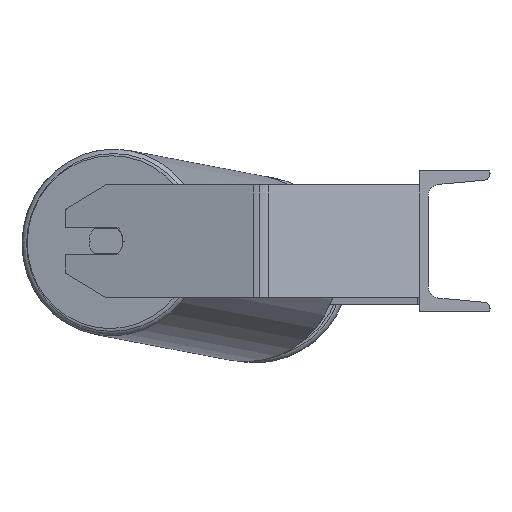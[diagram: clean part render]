
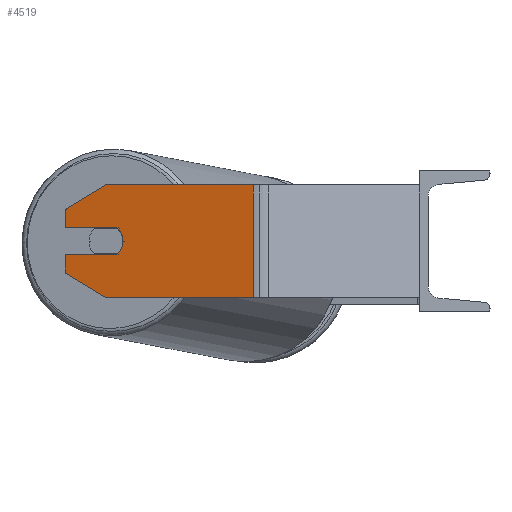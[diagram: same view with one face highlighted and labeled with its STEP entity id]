
A CAD part, left-side view. The second image highlights one B-rep face of the part: STEP entity #4519.
In plain terms, the highlighted planar face has unit normal (-0.966, 0.259, 0).
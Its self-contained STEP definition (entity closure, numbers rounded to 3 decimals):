
#17 = CARTESIAN_POINT ( 'NONE',  ( -600.09, 252.087, 9.5 ) ) ;
#53 = VECTOR ( 'NONE', #801, 1000. ) ;
#113 = ORIENTED_EDGE ( 'NONE', *, *, #3538, .F. ) ;
#125 = CARTESIAN_POINT ( 'NONE',  ( -600.09, 252.087, -9.5 ) ) ;
#149 = ORIENTED_EDGE ( 'NONE', *, *, #4427, .T. ) ;
#190 = CARTESIAN_POINT ( 'NONE',  ( -609.957, 215.262, -9.5 ) ) ;
#270 = EDGE_LOOP ( 'NONE', ( #1093, #7724, #8221, #8280, #1682, #6196, #149, #113, #3453, #7837, #3545 ) ) ;
#661 = CARTESIAN_POINT ( 'NONE',  ( -607.854, 223.109, 0. ) ) ;
#754 = DIRECTION ( 'NONE',  ( 0., 0., -1. ) ) ;
#801 = DIRECTION ( 'NONE',  ( 0.259, 0.966, 0. ) ) ;
#810 = VERTEX_POINT ( 'NONE', #4176 ) ;
#929 = EDGE_CURVE ( 'NONE', #8976, #2146, #2939, .T. ) ;
#1093 = ORIENTED_EDGE ( 'NONE', *, *, #929, .T. ) ;
#1268 = DIRECTION ( 'NONE',  ( 0.224, 0.837, -0.5 ) ) ;
#1279 = VECTOR ( 'NONE', #1268, 1000. ) ;
#1556 = CIRCLE ( 'NONE', #2152, 12.5 ) ;
#1559 = CARTESIAN_POINT ( 'NONE',  ( -635.973, 118.169, 40. ) ) ;
#1682 = ORIENTED_EDGE ( 'NONE', *, *, #2837, .F. ) ;
#1897 = VERTEX_POINT ( 'NONE', #2801 ) ;
#1969 = LINE ( 'NONE', #5431, #1279 ) ;
#2135 = CARTESIAN_POINT ( 'NONE',  ( -607.854, 223.109, -40. ) ) ;
#2146 = VERTEX_POINT ( 'NONE', #5607 ) ;
#2152 = AXIS2_PLACEMENT_3D ( 'NONE', #8333, #7495, #6089 ) ;
#2373 = CARTESIAN_POINT ( 'NONE',  ( -609.957, 215.262, -9.5 ) ) ;
#2434 = DIRECTION ( 'NONE',  ( 0.259, 0.966, 0. ) ) ;
#2763 = LINE ( 'NONE', #1559, #5145 ) ;
#2801 = CARTESIAN_POINT ( 'NONE',  ( -600.09, 252.087, 9.5 ) ) ;
#2837 = EDGE_CURVE ( 'NONE', #8063, #6142, #8652, .T. ) ;
#2939 = LINE ( 'NONE', #8603, #6986 ) ;
#3128 = PLANE ( 'NONE',  #6565 ) ;
#3319 = VECTOR ( 'NONE', #4158, 1000. ) ;
#3385 = EDGE_CURVE ( 'NONE', #6599, #810, #1556, .T. ) ;
#3453 = ORIENTED_EDGE ( 'NONE', *, *, #3385, .F. ) ;
#3538 = EDGE_CURVE ( 'NONE', #810, #1897, #4209, .T. ) ;
#3545 = ORIENTED_EDGE ( 'NONE', *, *, #8668, .F. ) ;
#3659 = EDGE_CURVE ( 'NONE', #2146, #5937, #7432, .T. ) ;
#3694 = DIRECTION ( 'NONE',  ( 0., 0., -1. ) ) ;
#3920 = CARTESIAN_POINT ( 'NONE',  ( -635.973, 118.169, -40. ) ) ;
#3960 = AXIS2_PLACEMENT_3D ( 'NONE', #661, #7077, #5065 ) ;
#4158 = DIRECTION ( 'NONE',  ( -0.224, -0.837, -0.5 ) ) ;
#4176 = CARTESIAN_POINT ( 'NONE',  ( -609.957, 215.262, 9.5 ) ) ;
#4209 = LINE ( 'NONE', #17, #53 ) ;
#4244 = LINE ( 'NONE', #2373, #8670 ) ;
#4427 = EDGE_CURVE ( 'NONE', #5966, #1897, #7088, .T. ) ;
#4519 = ADVANCED_FACE ( 'NONE', ( #5251 ), #3128, .F. ) ;
#4581 = CARTESIAN_POINT ( 'NONE',  ( -600.09, 252.087, 40. ) ) ;
#4617 = CARTESIAN_POINT ( 'NONE',  ( -611.09, 211.035, 0. ) ) ;
#4627 = CARTESIAN_POINT ( 'NONE',  ( -635.973, 118.169, 40. ) ) ;
#4754 = CARTESIAN_POINT ( 'NONE',  ( -607.854, 223.109, -40. ) ) ;
#4888 = EDGE_CURVE ( 'NONE', #5937, #7406, #6911, .T. ) ;
#5065 = DIRECTION ( 'NONE',  ( -0.259, -0.966, 0. ) ) ;
#5145 = VECTOR ( 'NONE', #754, 1000. ) ;
#5164 = DIRECTION ( 'NONE',  ( 0.966, -0.259, 0. ) ) ;
#5209 = DIRECTION ( 'NONE',  ( -0.259, -0.966, 0. ) ) ;
#5251 = FACE_OUTER_BOUND ( 'NONE', #270, .T. ) ;
#5335 = EDGE_CURVE ( 'NONE', #8063, #5966, #1969, .T. ) ;
#5431 = CARTESIAN_POINT ( 'NONE',  ( -600.09, 252.087, 22.679 ) ) ;
#5607 = CARTESIAN_POINT ( 'NONE',  ( -600.09, 252.087, -22.679 ) ) ;
#5937 = VERTEX_POINT ( 'NONE', #2135 ) ;
#5966 = VERTEX_POINT ( 'NONE', #7012 ) ;
#6089 = DIRECTION ( 'NONE',  ( -0.259, -0.966, 0. ) ) ;
#6100 = VECTOR ( 'NONE', #5209, 1000. ) ;
#6142 = VERTEX_POINT ( 'NONE', #4627 ) ;
#6196 = ORIENTED_EDGE ( 'NONE', *, *, #5335, .T. ) ;
#6303 = EDGE_CURVE ( 'NONE', #6142, #7406, #2763, .T. ) ;
#6525 = VERTEX_POINT ( 'NONE', #190 ) ;
#6565 = AXIS2_PLACEMENT_3D ( 'NONE', #8133, #5164, #2434 ) ;
#6599 = VERTEX_POINT ( 'NONE', #4617 ) ;
#6911 = LINE ( 'NONE', #8282, #7595 ) ;
#6986 = VECTOR ( 'NONE', #3694, 1000. ) ;
#7012 = CARTESIAN_POINT ( 'NONE',  ( -600.09, 252.087, 22.679 ) ) ;
#7077 = DIRECTION ( 'NONE',  ( -0.966, 0.259, 0. ) ) ;
#7088 = LINE ( 'NONE', #7171, #8866 ) ;
#7171 = CARTESIAN_POINT ( 'NONE',  ( -600.09, 252.087, 40. ) ) ;
#7178 = CIRCLE ( 'NONE', #3960, 12.5 ) ;
#7286 = DIRECTION ( 'NONE',  ( -0.259, -0.966, 0. ) ) ;
#7406 = VERTEX_POINT ( 'NONE', #3920 ) ;
#7432 = LINE ( 'NONE', #4754, #3319 ) ;
#7480 = CARTESIAN_POINT ( 'NONE',  ( -607.854, 223.109, 40. ) ) ;
#7495 = DIRECTION ( 'NONE',  ( -0.966, 0.259, 0. ) ) ;
#7595 = VECTOR ( 'NONE', #8097, 1000. ) ;
#7694 = EDGE_CURVE ( 'NONE', #6525, #6599, #7178, .T. ) ;
#7724 = ORIENTED_EDGE ( 'NONE', *, *, #3659, .T. ) ;
#7837 = ORIENTED_EDGE ( 'NONE', *, *, #7694, .F. ) ;
#8063 = VERTEX_POINT ( 'NONE', #7480 ) ;
#8097 = DIRECTION ( 'NONE',  ( -0.259, -0.966, 0. ) ) ;
#8133 = CARTESIAN_POINT ( 'NONE',  ( -600.09, 252.087, 40. ) ) ;
#8221 = ORIENTED_EDGE ( 'NONE', *, *, #4888, .T. ) ;
#8280 = ORIENTED_EDGE ( 'NONE', *, *, #6303, .F. ) ;
#8282 = CARTESIAN_POINT ( 'NONE',  ( -600.09, 252.087, -40. ) ) ;
#8333 = CARTESIAN_POINT ( 'NONE',  ( -607.854, 223.109, 0. ) ) ;
#8475 = DIRECTION ( 'NONE',  ( 0., 0., -1. ) ) ;
#8603 = CARTESIAN_POINT ( 'NONE',  ( -600.09, 252.087, 40. ) ) ;
#8652 = LINE ( 'NONE', #4581, #6100 ) ;
#8668 = EDGE_CURVE ( 'NONE', #8976, #6525, #4244, .T. ) ;
#8670 = VECTOR ( 'NONE', #7286, 1000. ) ;
#8866 = VECTOR ( 'NONE', #8475, 1000. ) ;
#8976 = VERTEX_POINT ( 'NONE', #125 ) ;
